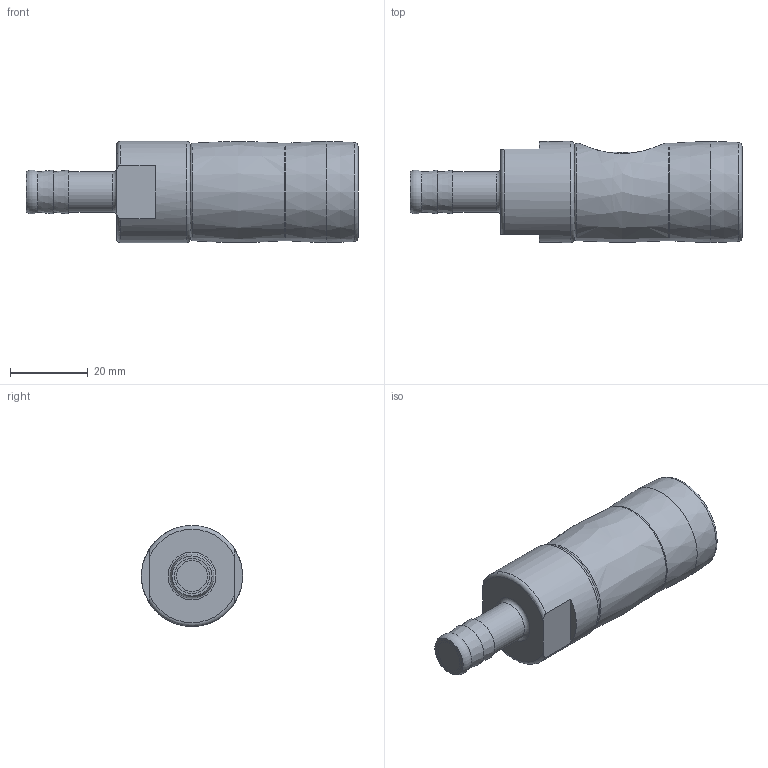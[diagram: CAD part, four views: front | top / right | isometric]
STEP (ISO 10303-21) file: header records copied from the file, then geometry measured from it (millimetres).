
FILE_DESCRIPTION(/* description */ (''),/* implementation_level */ '2;1');
FILE_NAME(/* name */ '24KPTF10APX.stp',/* time_stamp */ '2020-02-19T14:04:35+01:00',/* author */ ('IA176480'),/* organization */ (''),/* preprocessor_version */ 'ST-DEVELOPER v17',/* originating_system */ 'Autodesk Inventor 2019',/* authorisation */ '');
FILE_SCHEMA (('CONFIG_CONTROL_DESIGN'));
Length unit declared in the file: millimetre
Products named in the file (1): Part562
Bounding box: 85.4 x 26 x 26 mm (x, y, z)
Volume: 40174.2 mm3; surface area: 24762.9 mm2
Topology: 39 solids, 39 shells, 218 faces, 586 edges, 404 vertices
Faces by surface type: cylinder 67, plane 63, sphere 29, cone 28, torus 18, bspline 13
Full cylindrical faces by diameter (mm): 3.5 x1, 4 x11, 6.5 x1, 8 x1, 9.062 x1, 9.6 x1, 9.65 x1, 10.3 x1, 12 x1, 12.25 x1, 12.4 x3, 13.6 x1, 15 x1, 15.8 x2, 15.915 x1, 16.5 x1, 16.6 x1, 17.139 x1, 17.9 x1, 18.1 x4, 18.2 x2, 18.4 x1, 19 x1, 20.5 x1, 21 x10, 22 x5, 22.402 x1, 26 x1
Entity records: 14594 total; most frequent: CARTESIAN_POINT 9283, DIRECTION 1096, ORIENTED_EDGE 1060, EDGE_CURVE 530, AXIS2_PLACEMENT_3D 479, VERTEX_POINT 404, CIRCLE 269, EDGE_LOOP 250
